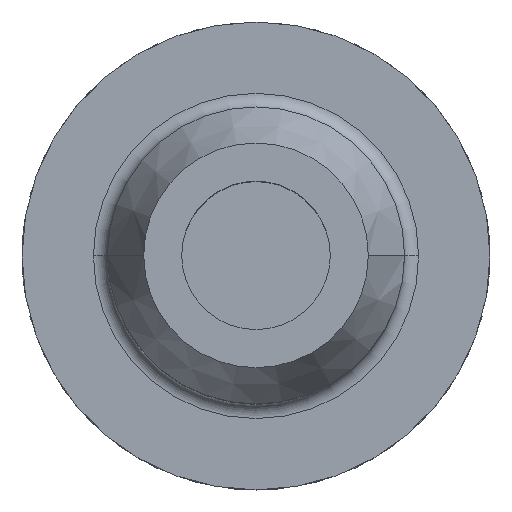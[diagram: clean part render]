
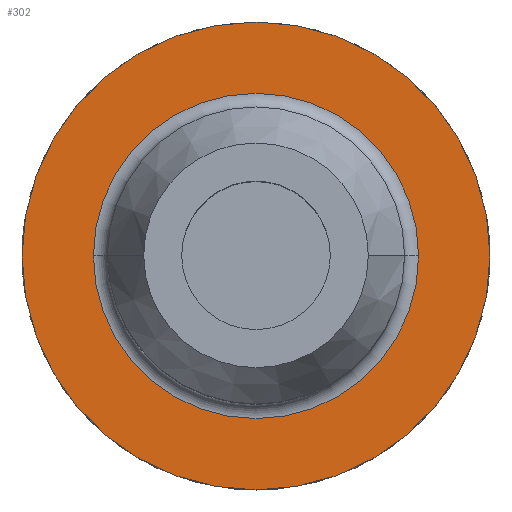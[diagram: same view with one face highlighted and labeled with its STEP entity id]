
A CAD part, top view. The second image highlights one B-rep face of the part: STEP entity #302.
In plain terms, the highlighted planar face has unit normal (0, 0, 1).
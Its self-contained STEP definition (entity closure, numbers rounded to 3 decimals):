
#10 = FACE_BOUND ( 'NONE', #1528, .T. ) ;
#15 = ORIENTED_EDGE ( 'NONE', *, *, #294, .T. ) ;
#76 = CARTESIAN_POINT ( 'NONE',  ( 50., 0., 38. ) ) ;
#81 = AXIS2_PLACEMENT_3D ( 'NONE', #1550, #772, #1285 ) ;
#121 = DIRECTION ( 'NONE',  ( -1., 0., 0. ) ) ;
#145 = EDGE_CURVE ( 'NONE', #196, #1071, #522, .T. ) ;
#196 = VERTEX_POINT ( 'NONE', #1136 ) ;
#280 = DIRECTION ( 'NONE',  ( 0., 0., -1. ) ) ;
#293 = VERTEX_POINT ( 'NONE', #484 ) ;
#294 = EDGE_CURVE ( 'NONE', #293, #1571, #349, .T. ) ;
#302 = ADVANCED_FACE ( 'NONE', ( #10, #1421 ), #369, .F. ) ;
#349 = CIRCLE ( 'NONE', #756, 34.75 ) ;
#358 = DIRECTION ( 'NONE',  ( -1., 0., 0. ) ) ;
#369 = PLANE ( 'NONE',  #1173 ) ;
#444 = AXIS2_PLACEMENT_3D ( 'NONE', #1308, #280, #1060 ) ;
#459 = ORIENTED_EDGE ( 'NONE', *, *, #982, .T. ) ;
#484 = CARTESIAN_POINT ( 'NONE',  ( 34.75, 0., 38. ) ) ;
#522 = CIRCLE ( 'NONE', #768, 50. ) ;
#754 = DIRECTION ( 'NONE',  ( 0., 0., -1. ) ) ;
#756 = AXIS2_PLACEMENT_3D ( 'NONE', #1526, #1007, #1542 ) ;
#768 = AXIS2_PLACEMENT_3D ( 'NONE', #1500, #1509, #358 ) ;
#772 = DIRECTION ( 'NONE',  ( 0., 0., -1. ) ) ;
#855 = ORIENTED_EDGE ( 'NONE', *, *, #145, .F. ) ;
#945 = EDGE_CURVE ( 'NONE', #1071, #196, #1582, .T. ) ;
#982 = EDGE_CURVE ( 'NONE', #1571, #293, #1662, .T. ) ;
#1000 = CARTESIAN_POINT ( 'NONE',  ( -34.75, 0., 38. ) ) ;
#1007 = DIRECTION ( 'NONE',  ( 0., 0., -1. ) ) ;
#1060 = DIRECTION ( 'NONE',  ( -1., 0., 0. ) ) ;
#1071 = VERTEX_POINT ( 'NONE', #76 ) ;
#1136 = CARTESIAN_POINT ( 'NONE',  ( -50., 0., 38. ) ) ;
#1146 = EDGE_LOOP ( 'NONE', ( #855, #1410 ) ) ;
#1173 = AXIS2_PLACEMENT_3D ( 'NONE', #1275, #754, #121 ) ;
#1275 = CARTESIAN_POINT ( 'NONE',  ( 0., 50., 38. ) ) ;
#1285 = DIRECTION ( 'NONE',  ( -1., 0., 0. ) ) ;
#1308 = CARTESIAN_POINT ( 'NONE',  ( 0., 0., 38. ) ) ;
#1410 = ORIENTED_EDGE ( 'NONE', *, *, #945, .F. ) ;
#1421 = FACE_OUTER_BOUND ( 'NONE', #1146, .T. ) ;
#1500 = CARTESIAN_POINT ( 'NONE',  ( 0., 0., 38. ) ) ;
#1509 = DIRECTION ( 'NONE',  ( 0., 0., -1. ) ) ;
#1526 = CARTESIAN_POINT ( 'NONE',  ( 0., 0., 38. ) ) ;
#1528 = EDGE_LOOP ( 'NONE', ( #459, #15 ) ) ;
#1542 = DIRECTION ( 'NONE',  ( -1., 0., 0. ) ) ;
#1550 = CARTESIAN_POINT ( 'NONE',  ( 0., 0., 38. ) ) ;
#1571 = VERTEX_POINT ( 'NONE', #1000 ) ;
#1582 = CIRCLE ( 'NONE', #81, 50. ) ;
#1662 = CIRCLE ( 'NONE', #444, 34.75 ) ;
